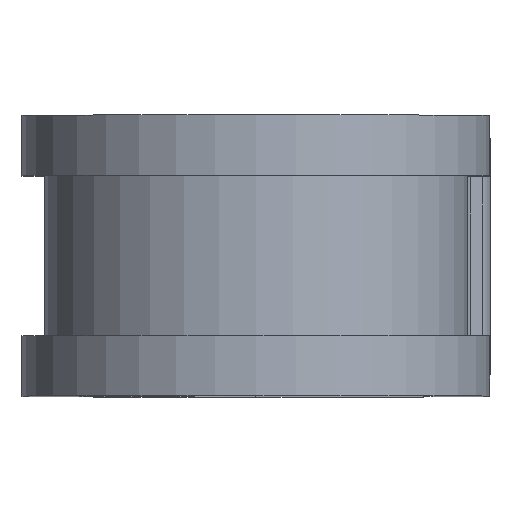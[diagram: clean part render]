
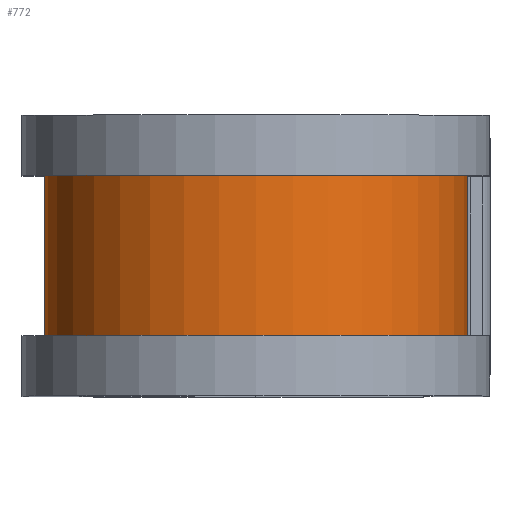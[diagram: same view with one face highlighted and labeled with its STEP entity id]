
A CAD part, top view. The second image highlights one B-rep face of the part: STEP entity #772.
In plain terms, the highlighted cylindrical face has radius 14.237 mm (diameter 28.473 mm), a partial arc.
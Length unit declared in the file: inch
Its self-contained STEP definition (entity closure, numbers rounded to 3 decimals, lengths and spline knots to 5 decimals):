
#195 = CYLINDRICAL_SURFACE ( 'NONE', #937, 0.5605 ) ;
#249 = DIRECTION ( 'NONE',  ( 0., -1., 0. ) ) ;
#252 = AXIS2_PLACEMENT_3D ( 'NONE', #1577, #581, #1735 ) ;
#256 = CARTESIAN_POINT ( 'NONE',  ( 0.5605, 0.3125, 0.937 ) ) ;
#320 = EDGE_CURVE ( 'NONE', #1540, #977, #780, .T. ) ;
#342 = ORIENTED_EDGE ( 'NONE', *, *, #2065, .F. ) ;
#359 = VERTEX_POINT ( 'NONE', #1856 ) ;
#402 = EDGE_CURVE ( 'NONE', #359, #1466, #1794, .T. ) ;
#408 = CIRCLE ( 'NONE', #252, 0.5605 ) ;
#497 = CARTESIAN_POINT ( 'NONE',  ( 0., 0.2125, 0.937 ) ) ;
#563 = CARTESIAN_POINT ( 'NONE',  ( 0.5605, -0.2125, 0.937 ) ) ;
#581 = DIRECTION ( 'NONE',  ( 0., -1., 0. ) ) ;
#664 = DIRECTION ( 'NONE',  ( 0., 0., -1. ) ) ;
#768 = CARTESIAN_POINT ( 'NONE',  ( -0.5605, -0.2125, 0.937 ) ) ;
#772 = ADVANCED_FACE ( 'NONE', ( #1992 ), #195, .T. ) ;
#780 = LINE ( 'NONE', #256, #1655 ) ;
#937 = AXIS2_PLACEMENT_3D ( 'NONE', #1173, #1502, #1011 ) ;
#977 = VERTEX_POINT ( 'NONE', #563 ) ;
#1007 = EDGE_LOOP ( 'NONE', ( #1728, #1755, #1766, #342 ) ) ;
#1011 = DIRECTION ( 'NONE',  ( 0., 0., -1. ) ) ;
#1078 = EDGE_CURVE ( 'NONE', #1540, #359, #1145, .T. ) ;
#1145 = CIRCLE ( 'NONE', #1887, 0.5605 ) ;
#1173 = CARTESIAN_POINT ( 'NONE',  ( 0., 0.3125, 0.937 ) ) ;
#1356 = VECTOR ( 'NONE', #1864, 39.37008 ) ;
#1466 = VERTEX_POINT ( 'NONE', #768 ) ;
#1502 = DIRECTION ( 'NONE',  ( 0., -1., 0. ) ) ;
#1538 = CARTESIAN_POINT ( 'NONE',  ( -0.5605, 0.3125, 0.937 ) ) ;
#1540 = VERTEX_POINT ( 'NONE', #1944 ) ;
#1577 = CARTESIAN_POINT ( 'NONE',  ( 0., -0.2125, 0.937 ) ) ;
#1655 = VECTOR ( 'NONE', #249, 39.37008 ) ;
#1659 = DIRECTION ( 'NONE',  ( 0., -1., 0. ) ) ;
#1728 = ORIENTED_EDGE ( 'NONE', *, *, #320, .F. ) ;
#1735 = DIRECTION ( 'NONE',  ( 0., 0., -1. ) ) ;
#1755 = ORIENTED_EDGE ( 'NONE', *, *, #1078, .T. ) ;
#1766 = ORIENTED_EDGE ( 'NONE', *, *, #402, .T. ) ;
#1794 = LINE ( 'NONE', #1538, #1356 ) ;
#1856 = CARTESIAN_POINT ( 'NONE',  ( -0.5605, 0.2125, 0.937 ) ) ;
#1864 = DIRECTION ( 'NONE',  ( 0., -1., 0. ) ) ;
#1887 = AXIS2_PLACEMENT_3D ( 'NONE', #497, #1659, #664 ) ;
#1944 = CARTESIAN_POINT ( 'NONE',  ( 0.5605, 0.2125, 0.937 ) ) ;
#1992 = FACE_OUTER_BOUND ( 'NONE', #1007, .T. ) ;
#2065 = EDGE_CURVE ( 'NONE', #977, #1466, #408, .T. ) ;
